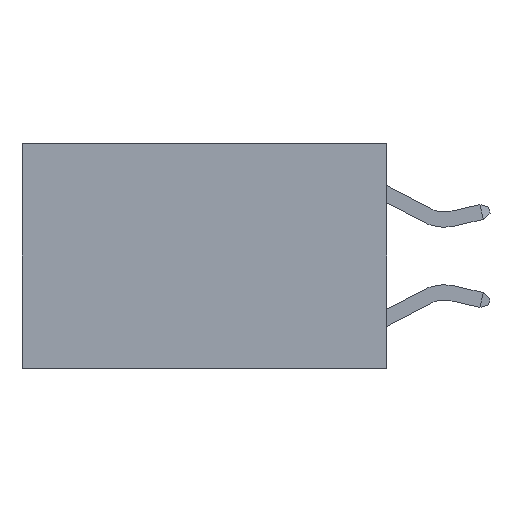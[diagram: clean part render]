
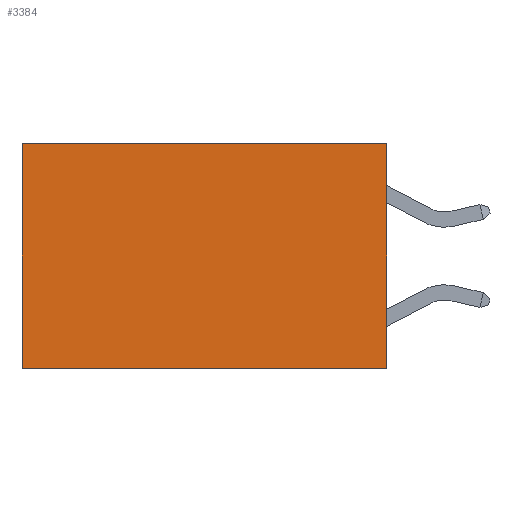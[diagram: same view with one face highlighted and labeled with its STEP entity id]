
A CAD part, left-side view. The second image highlights one B-rep face of the part: STEP entity #3384.
In plain terms, the highlighted planar face has unit normal (-1, 0, 0).
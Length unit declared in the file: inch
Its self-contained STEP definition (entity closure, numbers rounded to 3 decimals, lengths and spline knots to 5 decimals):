
#119 = CARTESIAN_POINT ( 'NONE',  ( 0.2625, 0.6, 0. ) ) ;
#261 = CARTESIAN_POINT ( 'NONE',  ( 0.2625, 0., -0.37 ) ) ;
#388 = ORIENTED_EDGE ( 'NONE', *, *, #1428, .T. ) ;
#686 = LINE ( 'NONE', #261, #8398 ) ;
#1096 = DIRECTION ( 'NONE',  ( 0., 1., 0. ) ) ;
#1428 = EDGE_CURVE ( 'NONE', #8048, #3365, #9765, .T. ) ;
#1613 = EDGE_CURVE ( 'NONE', #3365, #7739, #7064, .T. ) ;
#2654 = DIRECTION ( 'NONE',  ( 0., 0., -1. ) ) ;
#3312 = LINE ( 'NONE', #3510, #4505 ) ;
#3365 = VERTEX_POINT ( 'NONE', #5969 ) ;
#3384 = ADVANCED_FACE ( 'NONE', ( #5726 ), #10018, .F. ) ;
#3510 = CARTESIAN_POINT ( 'NONE',  ( 0.2625, 0., 0. ) ) ;
#3660 = VECTOR ( 'NONE', #2654, 39.37008 ) ;
#4141 = EDGE_CURVE ( 'NONE', #4166, #7739, #686, .T. ) ;
#4166 = VERTEX_POINT ( 'NONE', #9540 ) ;
#4315 = VECTOR ( 'NONE', #1096, 39.37008 ) ;
#4505 = VECTOR ( 'NONE', #8265, 39.37008 ) ;
#5157 = DIRECTION ( 'NONE',  ( 0., 0., -1. ) ) ;
#5726 = FACE_OUTER_BOUND ( 'NONE', #10600, .T. ) ;
#5969 = CARTESIAN_POINT ( 'NONE',  ( 0.2625, 0.6, 0. ) ) ;
#5972 = ORIENTED_EDGE ( 'NONE', *, *, #1613, .T. ) ;
#6149 = CARTESIAN_POINT ( 'NONE',  ( 0.2625, 0., 0. ) ) ;
#6207 = CARTESIAN_POINT ( 'NONE',  ( 0.2625, 0.6, -0.37 ) ) ;
#6235 = CARTESIAN_POINT ( 'NONE',  ( 0.2625, 0., 0. ) ) ;
#6749 = CARTESIAN_POINT ( 'NONE',  ( 0.2625, 0., 0. ) ) ;
#6990 = DIRECTION ( 'NONE',  ( 0., 1., 0. ) ) ;
#7064 = LINE ( 'NONE', #119, #3660 ) ;
#7575 = DIRECTION ( 'NONE',  ( 1., 0., 0. ) ) ;
#7609 = EDGE_CURVE ( 'NONE', #8048, #4166, #3312, .T. ) ;
#7739 = VERTEX_POINT ( 'NONE', #6207 ) ;
#8048 = VERTEX_POINT ( 'NONE', #6235 ) ;
#8265 = DIRECTION ( 'NONE',  ( 0., 0., -1. ) ) ;
#8398 = VECTOR ( 'NONE', #6990, 39.37008 ) ;
#9540 = CARTESIAN_POINT ( 'NONE',  ( 0.2625, 0., -0.37 ) ) ;
#9765 = LINE ( 'NONE', #6149, #4315 ) ;
#10018 = PLANE ( 'NONE',  #10412 ) ;
#10412 = AXIS2_PLACEMENT_3D ( 'NONE', #6749, #7575, #5157 ) ;
#10468 = ORIENTED_EDGE ( 'NONE', *, *, #4141, .F. ) ;
#10600 = EDGE_LOOP ( 'NONE', ( #5972, #10468, #10789, #388 ) ) ;
#10789 = ORIENTED_EDGE ( 'NONE', *, *, #7609, .F. ) ;
